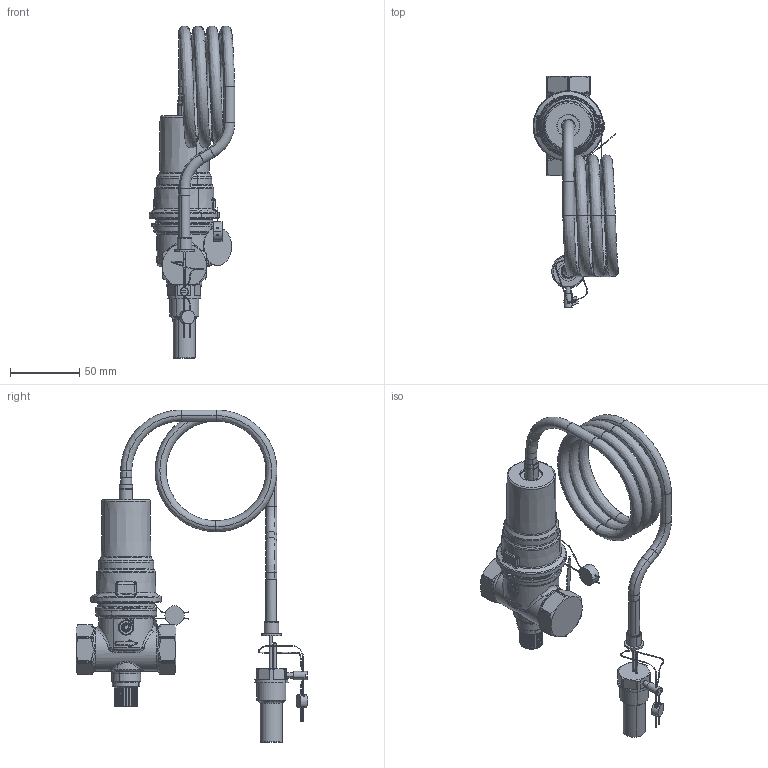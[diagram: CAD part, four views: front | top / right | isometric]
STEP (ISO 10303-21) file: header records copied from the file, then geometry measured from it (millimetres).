
FILE_DESCRIPTION(('CATIA V5 STEP Exchange'),'2;1');
FILE_NAME('STEP_541050_-_TST.stp','2017-10-25T13:43:15+00:00',('none'),('none'),'CATIA Version 5-6 Release 2016 SP4','CATIA V5 STEP AP203','none');
FILE_SCHEMA(('CONFIG_CONTROL_DESIGN'));
Length unit declared in the file: millimetre
Products named in the file (1): 541050 - TST
Bounding box: 61.92 x 167.21 x 239.95 mm (x, y, z)
Volume: 255095.3 mm3; surface area: 58661.3 mm2
Topology: 4 solids, 4 shells, 1025 faces, 2481 edges, 1403 vertices
Faces by surface type: bspline 320, cylinder 312, plane 146, torus 92, cone 81, sphere 72, revolution 2
Entity records: 47829 total; most frequent: CARTESIAN_POINT 28909, ORIENTED_EDGE 4800, EDGE_CURVE 2400, DIRECTION 2215, VERTEX_POINT 1403, AXIS2_PLACEMENT_3D 1210, B_SPLINE_CURVE_WITH_KNOTS 1147, EDGE_LOOP 1064
